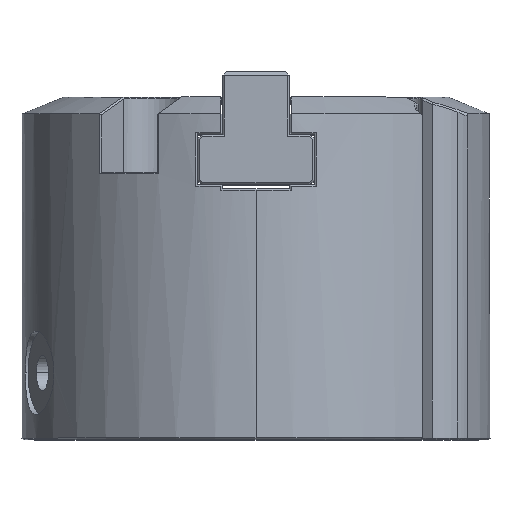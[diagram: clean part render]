
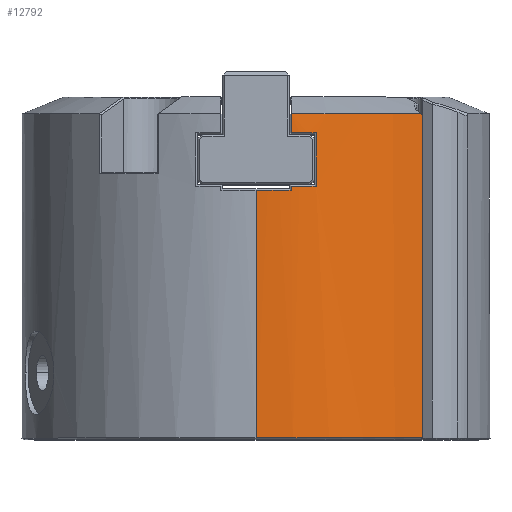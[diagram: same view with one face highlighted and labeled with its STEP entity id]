
A CAD part, top view. The second image highlights one B-rep face of the part: STEP entity #12792.
In plain terms, the highlighted cylindrical face has radius 28 mm (diameter 56 mm), a partial arc.
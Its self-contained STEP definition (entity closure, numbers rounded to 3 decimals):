
#11 = VERTEX_POINT ( 'NONE', #11320 ) ;
#76 = EDGE_CURVE ( 'NONE', #8631, #2928, #10764, .T. ) ;
#176 = DIRECTION ( 'NONE',  ( 0., -1., 0. ) ) ;
#238 = CARTESIAN_POINT ( 'NONE',  ( -8.616, 0.334, 56. ) ) ;
#259 = VERTEX_POINT ( 'NONE', #10652 ) ;
#261 = EDGE_CURVE ( 'NONE', #2928, #9445, #11550, .T. ) ;
#311 = DIRECTION ( 'NONE',  ( 0., 1., 0. ) ) ;
#318 = EDGE_CURVE ( 'NONE', #9445, #9956, #532, .T. ) ;
#528 = EDGE_CURVE ( 'NONE', #9956, #11, #6873, .T. ) ;
#532 = LINE ( 'NONE', #2402, #8517 ) ;
#962 = B_SPLINE_CURVE_WITH_KNOTS ( 'NONE', 3,
 ( #10358, #3086, #12416, #6221 ),
 .UNSPECIFIED., .F., .F.,
 ( 4, 4 ),
 ( 0., 1. ),
 .UNSPECIFIED. ) ;
#1153 = EDGE_CURVE ( 'NONE', #11, #12656, #10487, .T. ) ;
#1279 = DIRECTION ( 'NONE',  ( 0., 0., -1. ) ) ;
#1312 = DIRECTION ( 'NONE',  ( 0., -1., 0. ) ) ;
#1385 = EDGE_CURVE ( 'NONE', #7357, #12075, #6105, .T. ) ;
#1538 = EDGE_LOOP ( 'NONE', ( #9998, #5783, #11688, #10877, #11650, #4669, #3076, #4048, #2129, #8001, #8523, #9475 ) ) ;
#1623 = DIRECTION ( 'NONE',  ( 0., -1., 0. ) ) ;
#1724 = LINE ( 'NONE', #5696, #6938 ) ;
#1923 = CARTESIAN_POINT ( 'NONE',  ( -8.616, -0.166, 84. ) ) ;
#2129 = ORIENTED_EDGE ( 'NONE', *, *, #261, .T. ) ;
#2187 = DIRECTION ( 'NONE',  ( 0., 1., 0. ) ) ;
#2402 = CARTESIAN_POINT ( 'NONE',  ( -1.423, -29.966, 83.06 ) ) ;
#2438 = DIRECTION ( 'NONE',  ( 0., -1., 0. ) ) ;
#2577 = VERTEX_POINT ( 'NONE', #12874 ) ;
#2878 = CIRCLE ( 'NONE', #3285, 28. ) ;
#2928 = VERTEX_POINT ( 'NONE', #6636 ) ;
#2986 = CARTESIAN_POINT ( 'NONE',  ( -4.419, -0.166, 83.684 ) ) ;
#3061 = CARTESIAN_POINT ( 'NONE',  ( -1.423, 0.334, 83.06 ) ) ;
#3076 = ORIENTED_EDGE ( 'NONE', *, *, #12754, .T. ) ;
#3086 = CARTESIAN_POINT ( 'NONE',  ( 11.275, 8.858, 75.707 ) ) ;
#3208 = CARTESIAN_POINT ( 'NONE',  ( -4.419, 9.032, 83.684 ) ) ;
#3247 = CARTESIAN_POINT ( 'NONE',  ( -8.616, -29.966, 56. ) ) ;
#3285 = AXIS2_PLACEMENT_3D ( 'NONE', #8427, #2187, #9444 ) ;
#3544 = VERTEX_POINT ( 'NONE', #5382 ) ;
#4009 = CARTESIAN_POINT ( 'NONE',  ( -8.616, -0.166, 56. ) ) ;
#4048 = ORIENTED_EDGE ( 'NONE', *, *, #76, .T. ) ;
#4669 = ORIENTED_EDGE ( 'NONE', *, *, #12699, .T. ) ;
#5039 = DIRECTION ( 'NONE',  ( 0., 0., -1. ) ) ;
#5185 = AXIS2_PLACEMENT_3D ( 'NONE', #238, #7506, #1279 ) ;
#5200 = CARTESIAN_POINT ( 'NONE',  ( 11.127, 9.034, 75.855 ) ) ;
#5316 = AXIS2_PLACEMENT_3D ( 'NONE', #4009, #11254, #5039 ) ;
#5337 = DIRECTION ( 'NONE',  ( 0., -1., 0. ) ) ;
#5382 = CARTESIAN_POINT ( 'NONE',  ( 11.348, -29.766, 75.632 ) ) ;
#5414 = AXIS2_PLACEMENT_3D ( 'NONE', #6523, #311, #7592 ) ;
#5448 = B_SPLINE_CURVE_WITH_KNOTS ( 'NONE', 3,
 ( #7316, #12399, #9431, #3208 ),
 .UNSPECIFIED., .F., .F.,
 ( 4, 4 ),
 ( 0., 1. ),
 .UNSPECIFIED. ) ;
#5474 = CARTESIAN_POINT ( 'NONE',  ( -4.419, -29.966, 83.684 ) ) ;
#5696 = CARTESIAN_POINT ( 'NONE',  ( 11.348, -9.466, 75.632 ) ) ;
#5751 = DIRECTION ( 'NONE',  ( 0., 1., 0. ) ) ;
#5783 = ORIENTED_EDGE ( 'NONE', *, *, #1385, .T. ) ;
#5815 = EDGE_CURVE ( 'NONE', #12075, #3544, #2878, .T. ) ;
#6105 = LINE ( 'NONE', #10617, #10950 ) ;
#6169 = CARTESIAN_POINT ( 'NONE',  ( -8.616, 9.034, 56. ) ) ;
#6221 = CARTESIAN_POINT ( 'NONE',  ( 11.127, 9.034, 75.855 ) ) ;
#6523 = CARTESIAN_POINT ( 'NONE',  ( -8.616, 6.734, 56. ) ) ;
#6636 = CARTESIAN_POINT ( 'NONE',  ( -4.419, 6.734, 83.684 ) ) ;
#6873 = CIRCLE ( 'NONE', #5185, 28. ) ;
#6938 = VECTOR ( 'NONE', #5751, 1000. ) ;
#7029 = CIRCLE ( 'NONE', #8312, 28. ) ;
#7225 = DIRECTION ( 'NONE',  ( 0., 0., -1. ) ) ;
#7316 = CARTESIAN_POINT ( 'NONE',  ( -4.417, 9.034, 83.683 ) ) ;
#7357 = VERTEX_POINT ( 'NONE', #1923 ) ;
#7506 = DIRECTION ( 'NONE',  ( 0., -1., 0. ) ) ;
#7592 = DIRECTION ( 'NONE',  ( 0., 0., 1. ) ) ;
#7750 = VECTOR ( 'NONE', #176, 1000. ) ;
#7780 = AXIS2_PLACEMENT_3D ( 'NONE', #3247, #5337, #11525 ) ;
#8001 = ORIENTED_EDGE ( 'NONE', *, *, #318, .T. ) ;
#8022 = VECTOR ( 'NONE', #1623, 1000. ) ;
#8312 = AXIS2_PLACEMENT_3D ( 'NONE', #6169, #13397, #7225 ) ;
#8427 = CARTESIAN_POINT ( 'NONE',  ( -8.616, -29.766, 56. ) ) ;
#8517 = VECTOR ( 'NONE', #2438, 1000. ) ;
#8523 = ORIENTED_EDGE ( 'NONE', *, *, #528, .T. ) ;
#8631 = VERTEX_POINT ( 'NONE', #9754 ) ;
#8694 = EDGE_CURVE ( 'NONE', #3544, #259, #1724, .T. ) ;
#9132 = CYLINDRICAL_SURFACE ( 'NONE', #7780, 28. ) ;
#9133 = CARTESIAN_POINT ( 'NONE',  ( -8.616, -29.766, 84. ) ) ;
#9346 = CARTESIAN_POINT ( 'NONE',  ( -1.423, 6.734, 83.06 ) ) ;
#9431 = CARTESIAN_POINT ( 'NONE',  ( -4.418, 9.033, 83.684 ) ) ;
#9444 = DIRECTION ( 'NONE',  ( 0., 0., -1. ) ) ;
#9445 = VERTEX_POINT ( 'NONE', #9346 ) ;
#9475 = ORIENTED_EDGE ( 'NONE', *, *, #1153, .T. ) ;
#9754 = CARTESIAN_POINT ( 'NONE',  ( -4.419, 9.032, 83.684 ) ) ;
#9956 = VERTEX_POINT ( 'NONE', #3061 ) ;
#9998 = ORIENTED_EDGE ( 'NONE', *, *, #13418, .T. ) ;
#10358 = CARTESIAN_POINT ( 'NONE',  ( 11.348, 8.77, 75.632 ) ) ;
#10487 = LINE ( 'NONE', #11589, #7750 ) ;
#10617 = CARTESIAN_POINT ( 'NONE',  ( -8.616, -29.966, 84. ) ) ;
#10652 = CARTESIAN_POINT ( 'NONE',  ( 11.348, 8.77, 75.632 ) ) ;
#10764 = LINE ( 'NONE', #5474, #8022 ) ;
#10877 = ORIENTED_EDGE ( 'NONE', *, *, #8694, .T. ) ;
#10950 = VECTOR ( 'NONE', #1312, 1000. ) ;
#11237 = CIRCLE ( 'NONE', #5316, 28. ) ;
#11254 = DIRECTION ( 'NONE',  ( 0., -1., 0. ) ) ;
#11315 = VERTEX_POINT ( 'NONE', #5200 ) ;
#11320 = CARTESIAN_POINT ( 'NONE',  ( -4.419, 0.334, 83.684 ) ) ;
#11525 = DIRECTION ( 'NONE',  ( 0., 0., -1. ) ) ;
#11550 = CIRCLE ( 'NONE', #5414, 28. ) ;
#11589 = CARTESIAN_POINT ( 'NONE',  ( -4.419, -29.966, 83.684 ) ) ;
#11650 = ORIENTED_EDGE ( 'NONE', *, *, #12182, .T. ) ;
#11688 = ORIENTED_EDGE ( 'NONE', *, *, #5815, .T. ) ;
#12075 = VERTEX_POINT ( 'NONE', #9133 ) ;
#12182 = EDGE_CURVE ( 'NONE', #259, #11315, #962, .T. ) ;
#12399 = CARTESIAN_POINT ( 'NONE',  ( -4.417, 9.034, 83.683 ) ) ;
#12416 = CARTESIAN_POINT ( 'NONE',  ( 11.201, 8.946, 75.781 ) ) ;
#12656 = VERTEX_POINT ( 'NONE', #2986 ) ;
#12699 = EDGE_CURVE ( 'NONE', #11315, #2577, #7029, .T. ) ;
#12754 = EDGE_CURVE ( 'NONE', #2577, #8631, #5448, .T. ) ;
#12792 = ADVANCED_FACE ( 'NONE', ( #13158 ), #9132, .T. ) ;
#12874 = CARTESIAN_POINT ( 'NONE',  ( -4.417, 9.034, 83.683 ) ) ;
#13158 = FACE_OUTER_BOUND ( 'NONE', #1538, .T. ) ;
#13397 = DIRECTION ( 'NONE',  ( 0., -1., 0. ) ) ;
#13418 = EDGE_CURVE ( 'NONE', #12656, #7357, #11237, .T. ) ;
